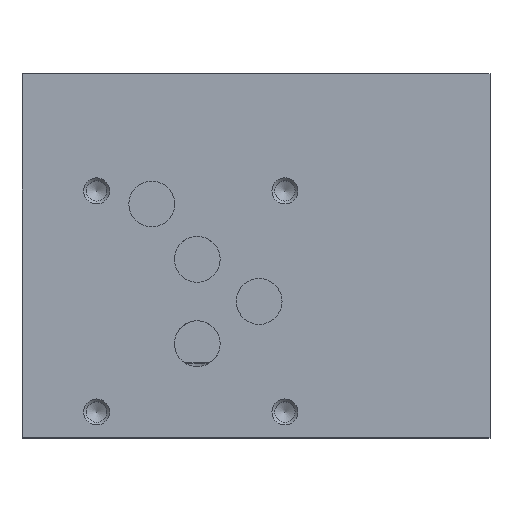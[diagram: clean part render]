
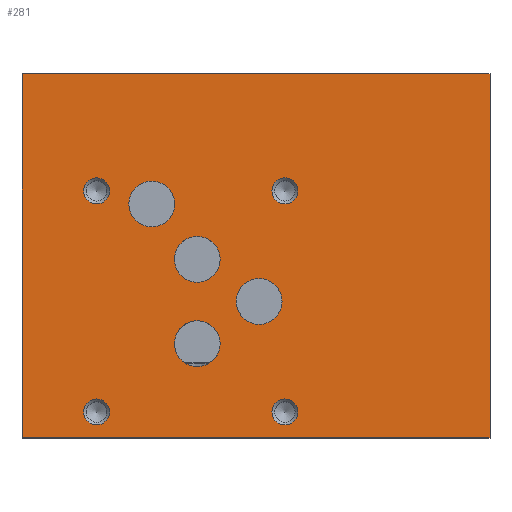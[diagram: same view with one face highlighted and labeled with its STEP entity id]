
A CAD part, top view. The second image highlights one B-rep face of the part: STEP entity #281.
In plain terms, the highlighted planar face has unit normal (0, 0, 1).
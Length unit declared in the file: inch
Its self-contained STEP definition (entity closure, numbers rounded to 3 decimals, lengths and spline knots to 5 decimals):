
#281 = ADVANCED_FACE( '', ( #812, #813, #814, #815, #816, #817, #818, #819, #820 ), #821, .F. );
#812 = FACE_BOUND( '', #1697, .T. );
#813 = FACE_BOUND( '', #1698, .T. );
#814 = FACE_BOUND( '', #1699, .T. );
#815 = FACE_BOUND( '', #1700, .T. );
#816 = FACE_BOUND( '', #1701, .T. );
#817 = FACE_BOUND( '', #1702, .T. );
#818 = FACE_BOUND( '', #1703, .T. );
#819 = FACE_BOUND( '', #1704, .T. );
#820 = FACE_OUTER_BOUND( '', #1705, .T. );
#821 = PLANE( '', #1706 );
#1697 = EDGE_LOOP( '', ( #2576 ) );
#1698 = EDGE_LOOP( '', ( #2577 ) );
#1699 = EDGE_LOOP( '', ( #2578 ) );
#1700 = EDGE_LOOP( '', ( #2579 ) );
#1701 = EDGE_LOOP( '', ( #2580 ) );
#1702 = EDGE_LOOP( '', ( #2581 ) );
#1703 = EDGE_LOOP( '', ( #2582 ) );
#1704 = EDGE_LOOP( '', ( #2583 ) );
#1705 = EDGE_LOOP( '', ( #2584, #2585, #2586, #2587 ) );
#1706 = AXIS2_PLACEMENT_3D( '', #2588, #2589, #2590 );
#2576 = ORIENTED_EDGE( '', *, *, #4729, .F. );
#2577 = ORIENTED_EDGE( '', *, *, #4730, .F. );
#2578 = ORIENTED_EDGE( '', *, *, #4731, .F. );
#2579 = ORIENTED_EDGE( '', *, *, #4732, .F. );
#2580 = ORIENTED_EDGE( '', *, *, #4733, .F. );
#2581 = ORIENTED_EDGE( '', *, *, #4734, .F. );
#2582 = ORIENTED_EDGE( '', *, *, #4735, .F. );
#2583 = ORIENTED_EDGE( '', *, *, #4736, .F. );
#2584 = ORIENTED_EDGE( '', *, *, #4737, .T. );
#2585 = ORIENTED_EDGE( '', *, *, #4738, .F. );
#2586 = ORIENTED_EDGE( '', *, *, #4739, .F. );
#2587 = ORIENTED_EDGE( '', *, *, #4740, .T. );
#2588 = CARTESIAN_POINT( '', ( 4.5, 3.5, 3.5 ) );
#2589 = DIRECTION( '', ( 0., 0., -1. ) );
#2590 = DIRECTION( '', ( -1., 0., 0. ) );
#4729 = EDGE_CURVE( '', #5553, #5553, #5554, .T. );
#4730 = EDGE_CURVE( '', #5555, #5555, #5556, .T. );
#4731 = EDGE_CURVE( '', #5557, #5557, #5558, .T. );
#4732 = EDGE_CURVE( '', #5559, #5559, #5560, .T. );
#4733 = EDGE_CURVE( '', #5561, #5561, #5562, .T. );
#4734 = EDGE_CURVE( '', #5563, #5563, #5564, .T. );
#4735 = EDGE_CURVE( '', #5565, #5565, #5566, .T. );
#4736 = EDGE_CURVE( '', #5567, #5567, #5568, .T. );
#4737 = EDGE_CURVE( '', #5569, #5570, #5571, .T. );
#4738 = EDGE_CURVE( '', #5572, #5570, #5573, .T. );
#4739 = EDGE_CURVE( '', #5574, #5572, #5575, .T. );
#4740 = EDGE_CURVE( '', #5574, #5569, #5576, .T. );
#5553 = VERTEX_POINT( '', #6765 );
#5554 = CIRCLE( '', #6766, 0.125 );
#5555 = VERTEX_POINT( '', #6767 );
#5556 = CIRCLE( '', #6768, 0.125 );
#5557 = VERTEX_POINT( '', #6769 );
#5558 = CIRCLE( '', #6770, 0.125 );
#5559 = VERTEX_POINT( '', #6771 );
#5560 = CIRCLE( '', #6772, 0.125 );
#5561 = VERTEX_POINT( '', #6773 );
#5562 = CIRCLE( '', #6774, 0.2205 );
#5563 = VERTEX_POINT( '', #6775 );
#5564 = CIRCLE( '', #6776, 0.2205 );
#5565 = VERTEX_POINT( '', #6777 );
#5566 = CIRCLE( '', #6778, 0.2205 );
#5567 = VERTEX_POINT( '', #6779 );
#5568 = CIRCLE( '', #6780, 0.2205 );
#5569 = VERTEX_POINT( '', #6781 );
#5570 = VERTEX_POINT( '', #6782 );
#5571 = LINE( '', #6783, #6784 );
#5572 = VERTEX_POINT( '', #6785 );
#5573 = LINE( '', #6786, #6787 );
#5574 = VERTEX_POINT( '', #6788 );
#5575 = LINE( '', #6789, #6790 );
#5576 = LINE( '', #6791, #6792 );
#6765 = CARTESIAN_POINT( '', ( 0.842, 2.373, 3.5 ) );
#6766 = AXIS2_PLACEMENT_3D( '', #8430, #8431, #8432 );
#6767 = CARTESIAN_POINT( '', ( 0.842, 0.247, 3.5 ) );
#6768 = AXIS2_PLACEMENT_3D( '', #8433, #8434, #8435 );
#6769 = CARTESIAN_POINT( '', ( 2.653, 0.247, 3.5 ) );
#6770 = AXIS2_PLACEMENT_3D( '', #8436, #8437, #8438 );
#6771 = CARTESIAN_POINT( '', ( 2.653, 2.373, 3.5 ) );
#6772 = AXIS2_PLACEMENT_3D( '', #8439, #8440, #8441 );
#6773 = CARTESIAN_POINT( '', ( 1.9055, 0.904, 3.5 ) );
#6774 = AXIS2_PLACEMENT_3D( '', #8442, #8443, #8444 );
#6775 = CARTESIAN_POINT( '', ( 1.9055, 1.715, 3.5 ) );
#6776 = AXIS2_PLACEMENT_3D( '', #8445, #8446, #8447 );
#6777 = CARTESIAN_POINT( '', ( 1.4685, 2.247, 3.5 ) );
#6778 = AXIS2_PLACEMENT_3D( '', #8448, #8449, #8450 );
#6779 = CARTESIAN_POINT( '', ( 2.5005, 1.31, 3.5 ) );
#6780 = AXIS2_PLACEMENT_3D( '', #8451, #8452, #8453 );
#6781 = CARTESIAN_POINT( '', ( 0., 3.5, 3.5 ) );
#6782 = CARTESIAN_POINT( '', ( 0., 0., 3.5 ) );
#6783 = CARTESIAN_POINT( '', ( 0., 3.5, 3.5 ) );
#6784 = VECTOR( '', #8454, 39.37008 );
#6785 = CARTESIAN_POINT( '', ( 4.5, 0., 3.5 ) );
#6786 = CARTESIAN_POINT( '', ( 4.5, 0., 3.5 ) );
#6787 = VECTOR( '', #8455, 39.37008 );
#6788 = CARTESIAN_POINT( '', ( 4.5, 3.5, 3.5 ) );
#6789 = CARTESIAN_POINT( '', ( 4.5, 3.5, 3.5 ) );
#6790 = VECTOR( '', #8456, 39.37008 );
#6791 = CARTESIAN_POINT( '', ( 4.5, 3.5, 3.5 ) );
#6792 = VECTOR( '', #8457, 39.37008 );
#8430 = CARTESIAN_POINT( '', ( 0.717, 2.373, 3.5 ) );
#8431 = DIRECTION( '', ( 0., 0., 1. ) );
#8432 = DIRECTION( '', ( 1., 0., 0. ) );
#8433 = CARTESIAN_POINT( '', ( 0.717, 0.247, 3.5 ) );
#8434 = DIRECTION( '', ( 0., 0., 1. ) );
#8435 = DIRECTION( '', ( 1., 0., 0. ) );
#8436 = CARTESIAN_POINT( '', ( 2.528, 0.247, 3.5 ) );
#8437 = DIRECTION( '', ( 0., 0., 1. ) );
#8438 = DIRECTION( '', ( 1., 0., 0. ) );
#8439 = CARTESIAN_POINT( '', ( 2.528, 2.373, 3.5 ) );
#8440 = DIRECTION( '', ( 0., 0., 1. ) );
#8441 = DIRECTION( '', ( 1., 0., 0. ) );
#8442 = CARTESIAN_POINT( '', ( 1.685, 0.904, 3.5 ) );
#8443 = DIRECTION( '', ( 0., 0., 1. ) );
#8444 = DIRECTION( '', ( 1., 0., 0. ) );
#8445 = CARTESIAN_POINT( '', ( 1.685, 1.715, 3.5 ) );
#8446 = DIRECTION( '', ( 0., 0., 1. ) );
#8447 = DIRECTION( '', ( 1., 0., 0. ) );
#8448 = CARTESIAN_POINT( '', ( 1.248, 2.247, 3.5 ) );
#8449 = DIRECTION( '', ( 0., 0., 1. ) );
#8450 = DIRECTION( '', ( 1., 0., 0. ) );
#8451 = CARTESIAN_POINT( '', ( 2.28, 1.31, 3.5 ) );
#8452 = DIRECTION( '', ( 0., 0., 1. ) );
#8453 = DIRECTION( '', ( 1., 0., 0. ) );
#8454 = DIRECTION( '', ( 0., -1., 0. ) );
#8455 = DIRECTION( '', ( -1., 0., 0. ) );
#8456 = DIRECTION( '', ( 0., -1., 0. ) );
#8457 = DIRECTION( '', ( -1., 0., 0. ) );
